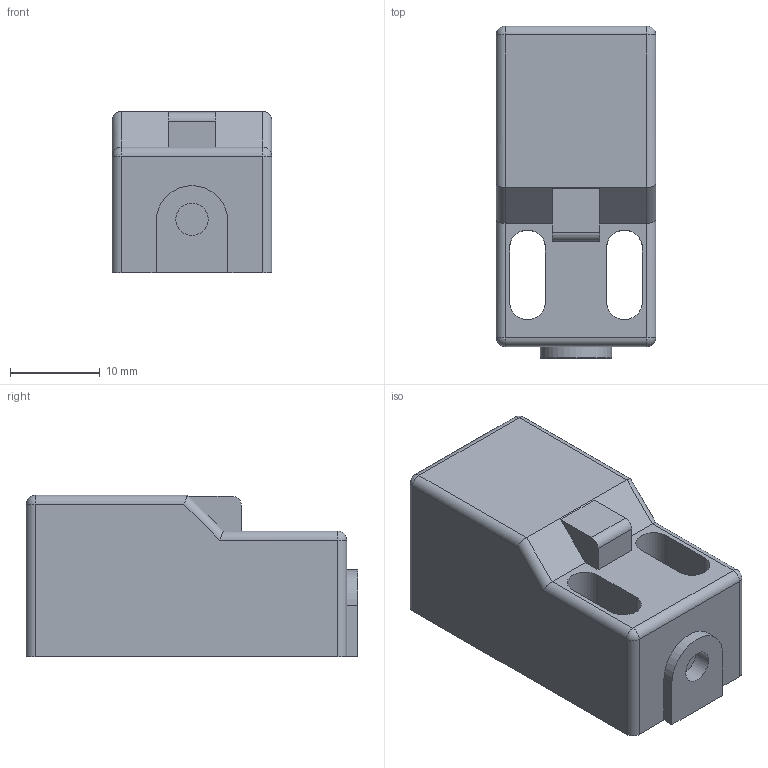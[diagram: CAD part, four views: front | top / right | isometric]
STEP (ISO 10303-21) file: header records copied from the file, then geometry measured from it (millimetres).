
FILE_DESCRIPTION(/* description */ ('Alibre Inc.'),/* implementation_level */ '2;1');
FILE_NAME(/* name */ 'export0',/* time_stamp */ '2013-07-10T13:05:34-06:00',/* author */ (''),/* organization */ (''),/* preprocessor_version */ 'ST-DEVELOPER v14',/* originating_system */ 'Alibre',/* authorisation */ '');
FILE_SCHEMA (('ALIBRE_SCHEMA','CONFIG_CONTROL_DESIGN'));
Length unit declared in the file: centimetre
Products named in the file (1): ID_1
Bounding box: 17.8 x 37 x 18 mm (x, y, z)
Volume: 9402.7 mm3; surface area: 3629.1 mm2
Topology: 1 solids, 1 shells, 81 faces, 195 edges, 122 vertices
Faces by surface type: plane 45, cylinder 32, sphere 4
Full cylindrical faces by diameter (mm): 3.6 x1, 14 x1
Entity records: 5868 total; most frequent: CARTESIAN_POINT 889, DIRECTION 547, CONSTRAINTPAIRUV 523, REFERENCEDEPENDENTUV 393, ORIENTED_EDGE 378, VECTOR 311, REFERENCEPOINTUV 240, LINE 225
